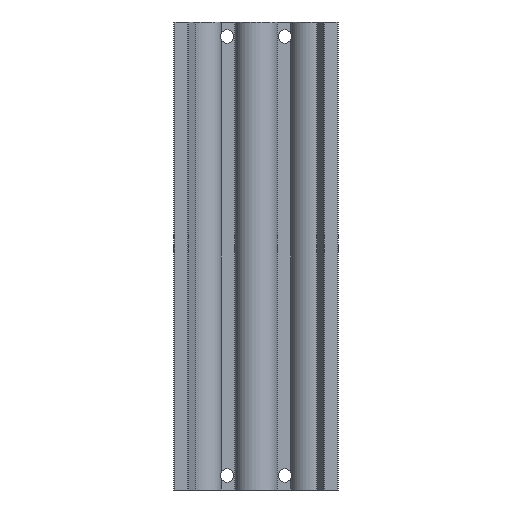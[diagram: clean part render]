
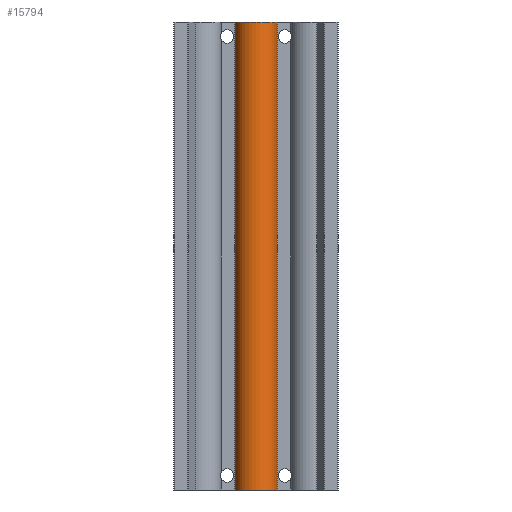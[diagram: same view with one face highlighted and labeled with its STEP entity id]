
A CAD part, front view. The second image highlights one B-rep face of the part: STEP entity #15794.
In plain terms, the highlighted cylindrical face has radius 8.725 mm (diameter 17.45 mm), a partial arc.
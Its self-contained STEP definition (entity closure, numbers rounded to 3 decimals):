
#276 = CIRCLE ( 'NONE', #3974, 8.725 ) ;
#313 = CIRCLE ( 'NONE', #3963, 8.725 ) ;
#519 = EDGE_CURVE ( 'NONE', #3286, #3360, #23372, .T. ) ;
#520 = EDGE_CURVE ( 'NONE', #3288, #3359, #23370, .T. ) ;
#2129 = DIRECTION ( 'NONE',  ( 0., 0., -1. ) ) ;
#2176 = CARTESIAN_POINT ( 'NONE',  ( 8.725, -2.5, 193.5 ) ) ;
#2260 = DIRECTION ( 'NONE',  ( 0., 0., -1. ) ) ;
#2274 = CARTESIAN_POINT ( 'NONE',  ( -8.725, -2.5, 193.5 ) ) ;
#3286 = VERTEX_POINT ( 'NONE', #18016 ) ;
#3288 = VERTEX_POINT ( 'NONE', #18014 ) ;
#3359 = VERTEX_POINT ( 'NONE', #17930 ) ;
#3360 = VERTEX_POINT ( 'NONE', #17929 ) ;
#3963 = AXIS2_PLACEMENT_3D ( 'NONE', #6238, #6237, #6236 ) ;
#3974 = AXIS2_PLACEMENT_3D ( 'NONE', #6078, #6077, #6076 ) ;
#4512 = DIRECTION ( 'NONE',  ( -1., 0., 0. ) ) ;
#4513 = DIRECTION ( 'NONE',  ( 0., 0., -1. ) ) ;
#4514 = CARTESIAN_POINT ( 'NONE',  ( 0., -2.5, 193.5 ) ) ;
#6076 = DIRECTION ( 'NONE',  ( 1., 0., 0. ) ) ;
#6077 = DIRECTION ( 'NONE',  ( 0., 0., 1. ) ) ;
#6078 = CARTESIAN_POINT ( 'NONE',  ( 0., -2.5, 0. ) ) ;
#6236 = DIRECTION ( 'NONE',  ( 1., 0., 0. ) ) ;
#6237 = DIRECTION ( 'NONE',  ( 0., 0., 1. ) ) ;
#6238 = CARTESIAN_POINT ( 'NONE',  ( 0., -2.5, 193.5 ) ) ;
#15794 = ADVANCED_FACE ( 'NONE', ( #16195 ), #16194, .T. ) ;
#16194 = CYLINDRICAL_SURFACE ( 'NONE', #23276, 8.725 ) ;
#16195 = FACE_OUTER_BOUND ( 'NONE', #22928, .T. ) ;
#17929 = CARTESIAN_POINT ( 'NONE',  ( -8.725, -2.5, 0. ) ) ;
#17930 = CARTESIAN_POINT ( 'NONE',  ( 8.725, -2.5, 0. ) ) ;
#18014 = CARTESIAN_POINT ( 'NONE',  ( 8.725, -2.5, 193.5 ) ) ;
#18016 = CARTESIAN_POINT ( 'NONE',  ( -8.725, -2.5, 193.5 ) ) ;
#21045 = EDGE_CURVE ( 'NONE', #3286, #3288, #313, .T. ) ;
#21075 = EDGE_CURVE ( 'NONE', #3360, #3359, #276, .T. ) ;
#22928 = EDGE_LOOP ( 'NONE', ( #23466, #23467, #23468, #23469 ) ) ;
#23276 = AXIS2_PLACEMENT_3D ( 'NONE', #4514, #4513, #4512 ) ;
#23369 = VECTOR ( 'NONE', #2129, 1000. ) ;
#23370 = LINE ( 'NONE', #2176, #23369 ) ;
#23371 = VECTOR ( 'NONE', #2260, 1000. ) ;
#23372 = LINE ( 'NONE', #2274, #23371 ) ;
#23466 = ORIENTED_EDGE ( 'NONE', *, *, #21075, .T. ) ;
#23467 = ORIENTED_EDGE ( 'NONE', *, *, #520, .F. ) ;
#23468 = ORIENTED_EDGE ( 'NONE', *, *, #21045, .F. ) ;
#23469 = ORIENTED_EDGE ( 'NONE', *, *, #519, .T. ) ;
